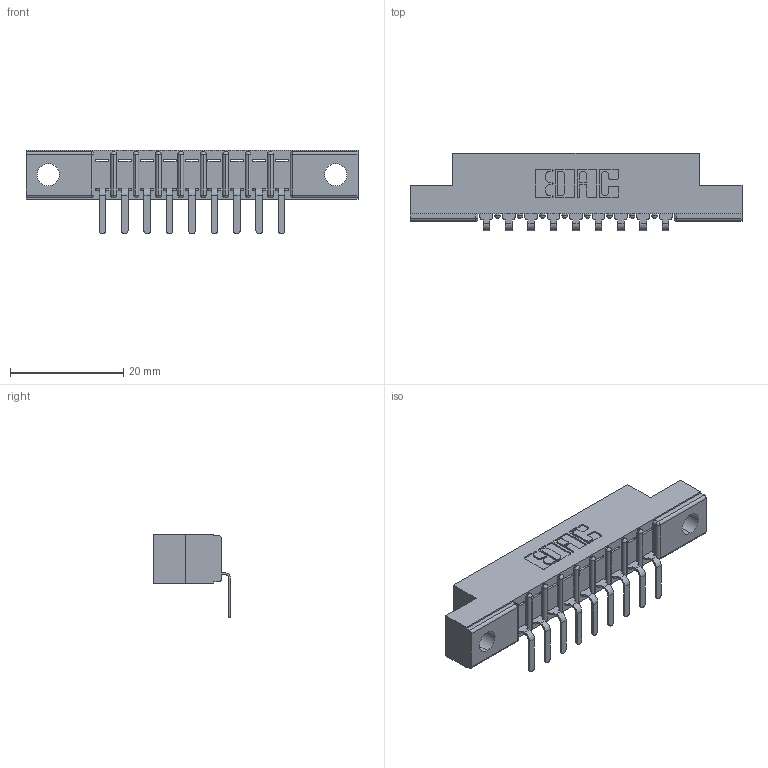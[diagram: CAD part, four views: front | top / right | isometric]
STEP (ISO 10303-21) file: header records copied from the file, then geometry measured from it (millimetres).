
FILE_DESCRIPTION (( 'STEP AP203' ), '1' );
FILE_NAME ('357-009-559-102.STEP', '2022-07-13T00:04:15', ( '' ), ( '' ), 'SwSTEP 2.0', 'SolidWorks 2020', '' );
FILE_SCHEMA (( 'CONFIG_CONTROL_DESIGN' ));
Length unit declared in the file: inch
Products named in the file (3): 307 Part_.128 Dia Mounting Holes; 357-009-559-102; 307-290-001_558 559 - 1 (Single)
Assembly tree (10 placements, depth 2):
  357-009-559-102
    307 Part_.128 Dia Mounting Holes
    307-290-001_558 559 - 1 (Single)  x9
Bounding box: 58.67 x 13.7 x 14.81 mm (x, y, z)
Volume: 3653.9 mm3; surface area: 5033 mm2
Topology: 10 solids, 10 shells, 668 faces, 1889 edges, 1218 vertices
Faces by surface type: plane 421, cylinder 227, sphere 20
Entity records: 11890 total; most frequent: CARTESIAN_POINT 1992, ORIENTED_EDGE 1978, DIRECTION 1957, EDGE_CURVE 989, LINE 743, VECTOR 743, VERTEX_POINT 642, AXIS2_PLACEMENT_3D 607
